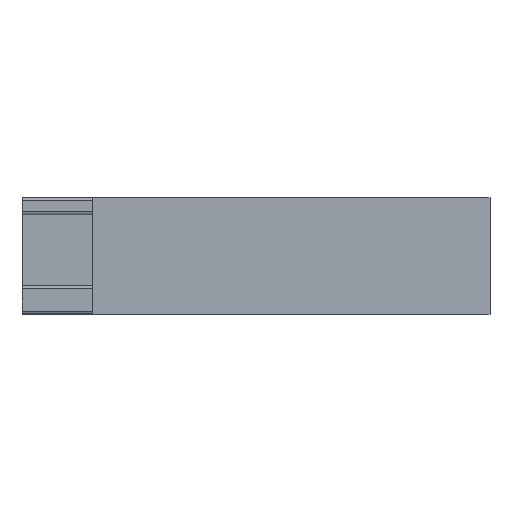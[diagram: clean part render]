
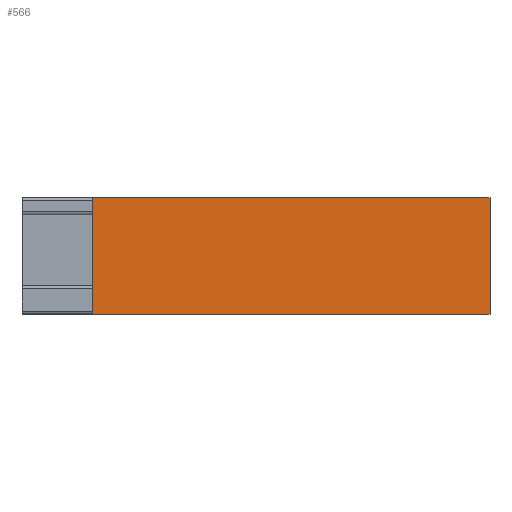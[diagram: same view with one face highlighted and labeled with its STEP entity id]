
A CAD part, top view. The second image highlights one B-rep face of the part: STEP entity #566.
In plain terms, the highlighted planar face has unit normal (0, 0, 1).
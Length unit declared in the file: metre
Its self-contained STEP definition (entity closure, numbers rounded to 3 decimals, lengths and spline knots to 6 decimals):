
#182=ORIENTED_EDGE('',*,*,#281,.F.);
#183=ORIENTED_EDGE('',*,*,#282,.T.);
#184=ORIENTED_EDGE('',*,*,#280,.F.);
#185=ORIENTED_EDGE('',*,*,#283,.F.);
#280=EDGE_CURVE('',#340,#336,#393,.T.);
#281=EDGE_CURVE('',#341,#342,#394,.T.);
#282=EDGE_CURVE('',#341,#336,#395,.T.);
#283=EDGE_CURVE('',#342,#340,#396,.T.);
#336=VERTEX_POINT('',#957);
#340=VERTEX_POINT('',#965);
#341=VERTEX_POINT('',#969);
#342=VERTEX_POINT('',#970);
#393=LINE('',#966,#450);
#394=LINE('',#968,#451);
#395=LINE('',#971,#452);
#396=LINE('',#972,#453);
#450=VECTOR('',#795,1.);
#451=VECTOR('',#798,1.);
#452=VECTOR('',#799,1.);
#453=VECTOR('',#800,1.);
#485=EDGE_LOOP('',(#182,#183,#184,#185));
#516=FACE_BOUND('',#485,.T.);
#537=PLANE('',#644);
#566=ADVANCED_FACE('',(#516),#537,.T.);
#644=AXIS2_PLACEMENT_3D('',#967,#796,#797);
#795=DIRECTION('',(0.,-1.,0.));
#796=DIRECTION('',(0.,0.,1.));
#797=DIRECTION('',(1.,0.,0.));
#798=DIRECTION('',(0.,1.,0.));
#799=DIRECTION('',(1.,0.,0.));
#800=DIRECTION('',(1.,0.,0.));
#957=CARTESIAN_POINT('',(0.1,-0.0224,0.));
#965=CARTESIAN_POINT('',(0.1,0.0024,0.));
#966=CARTESIAN_POINT('',(0.1,-0.01,0.));
#967=CARTESIAN_POINT('',(0.0075,-0.01,0.));
#968=CARTESIAN_POINT('',(0.015,0.0012,0.));
#969=CARTESIAN_POINT('',(0.015,-0.0224,0.));
#970=CARTESIAN_POINT('',(0.015,0.0024,0.));
#971=CARTESIAN_POINT('',(0.0075,-0.0224,0.));
#972=CARTESIAN_POINT('',(0.0075,0.0024,0.));
